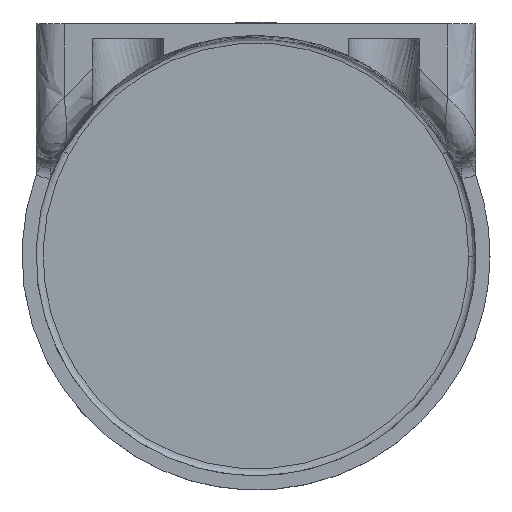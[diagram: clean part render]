
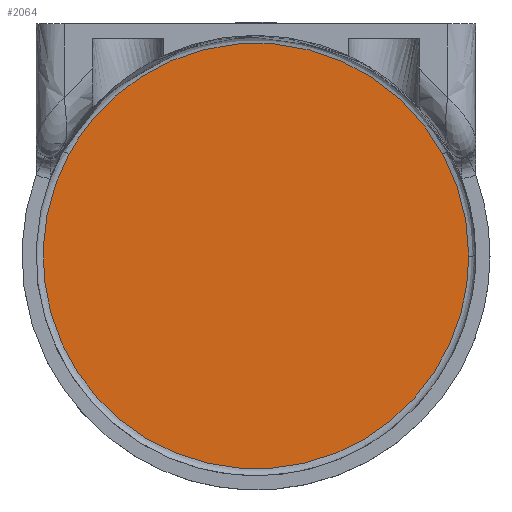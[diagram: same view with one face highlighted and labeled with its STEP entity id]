
A CAD part, top view. The second image highlights one B-rep face of the part: STEP entity #2064.
In plain terms, the highlighted free-form (B-spline) face has degree [1, 1] with [2, 2] control points.
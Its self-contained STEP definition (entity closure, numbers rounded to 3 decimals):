
#1884 = EDGE_CURVE('',#1885,#1887,#1889,.T.);
#1885 = VERTEX_POINT('',#1886);
#1886 = CARTESIAN_POINT('',(14.737,0.,0.982));
#1887 = VERTEX_POINT('',#1888);
#1888 = CARTESIAN_POINT('',(12.951,7.033,
    0.982));
#1889 = ( BOUNDED_CURVE() B_SPLINE_CURVE(2,(#1890,#1891,#1892),
.UNSPECIFIED.,.F.,.F.) B_SPLINE_CURVE_WITH_KNOTS((3,3),(0.,
0.497),.PIECEWISE_BEZIER_KNOTS.) CURVE() 
GEOMETRIC_REPRESENTATION_ITEM() RATIONAL_B_SPLINE_CURVE((1.,
0.969,1.)) REPRESENTATION_ITEM('') );
#1890 = CARTESIAN_POINT('',(14.737,0.,
    0.982));
#1891 = CARTESIAN_POINT('',(14.737,3.743,0.982
    ));
#1892 = CARTESIAN_POINT('',(12.951,7.033,
    0.982));
#1920 = EDGE_CURVE('',#1887,#1921,#1923,.T.);
#1921 = VERTEX_POINT('',#1922);
#1922 = CARTESIAN_POINT('',(-12.951,7.033,
    0.982));
#1923 = ( BOUNDED_CURVE() B_SPLINE_CURVE(2,(#1924,#1925,#1926),
.UNSPECIFIED.,.F.,.F.) B_SPLINE_CURVE_WITH_KNOTS((3,3),(0.,
2.147),.PIECEWISE_BEZIER_KNOTS.) CURVE() 
GEOMETRIC_REPRESENTATION_ITEM() RATIONAL_B_SPLINE_CURVE((1.,
0.477,1.)) REPRESENTATION_ITEM('') );
#1924 = CARTESIAN_POINT('',(12.951,7.033,
    0.982));
#1925 = CARTESIAN_POINT('',(0.,30.881,
    0.982));
#1926 = CARTESIAN_POINT('',(-12.951,7.033,
    0.982));
#1950 = EDGE_CURVE('',#1921,#1885,#1951,.T.);
#1951 = ( BOUNDED_CURVE() B_SPLINE_CURVE(11,(#1952,#1953,#1954,#1955,
    #1956,#1957,#1958,#1959,#1960,#1961,#1962,#1963),.UNSPECIFIED.,.F.,
.F.) B_SPLINE_CURVE_WITH_KNOTS((12,12),(33.273,89.678)
,.PIECEWISE_BEZIER_KNOTS.) CURVE() GEOMETRIC_REPRESENTATION_ITEM() 
RATIONAL_B_SPLINE_CURVE((1.,1.,1.,1.,1.,1.,
1.,1.,1.,1.,1.,1.)) REPRESENTATION_ITEM('') );
#1952 = CARTESIAN_POINT('',(-12.951,7.033,
    0.982));
#1953 = CARTESIAN_POINT('',(-15.276,2.751,
    0.982));
#1954 = CARTESIAN_POINT('',(-16.047,-2.382,
    0.982));
#1955 = CARTESIAN_POINT('',(-14.911,-7.733,
    0.982));
#1956 = CARTESIAN_POINT('',(-11.815,-12.505,
    0.982));
#1957 = CARTESIAN_POINT('',(-7.091,-15.922,
    0.982));
#1958 = CARTESIAN_POINT('',(-1.367,-17.376,
    0.982));
#1959 = CARTESIAN_POINT('',(4.415,-16.627,
    0.982));
#1960 = CARTESIAN_POINT('',(9.413,-13.912,
    0.982));
#1961 = CARTESIAN_POINT('',(12.965,-9.751,
    0.982));
#1962 = CARTESIAN_POINT('',(14.737,-4.872,
    0.982));
#1963 = CARTESIAN_POINT('',(14.737,0.,
    0.982));
#2064 = ADVANCED_FACE('',(#2065),#2070,.T.);
#2065 = FACE_BOUND('',#2066,.T.);
#2066 = EDGE_LOOP('',(#2067,#2068,#2069));
#2067 = ORIENTED_EDGE('',*,*,#1920,.T.);
#2068 = ORIENTED_EDGE('',*,*,#1950,.T.);
#2069 = ORIENTED_EDGE('',*,*,#1884,.T.);
#2070 = B_SPLINE_SURFACE_WITH_KNOTS('',1,1,(
    (#2071,#2072)
    ,(#2073,#2074
    )),.UNSPECIFIED.,.F.,.F.,.F.,(2,2),(2,2),(-16.333,
    15.),(-17.686,15.),.PIECEWISE_BEZIER_KNOTS.);
#2071 = CARTESIAN_POINT('',(-16.047,-17.376,
    0.982));
#2072 = CARTESIAN_POINT('',(-16.047,14.737,
    0.982));
#2073 = CARTESIAN_POINT('',(14.737,-17.376,
    0.982));
#2074 = CARTESIAN_POINT('',(14.737,14.737,
    0.982));
